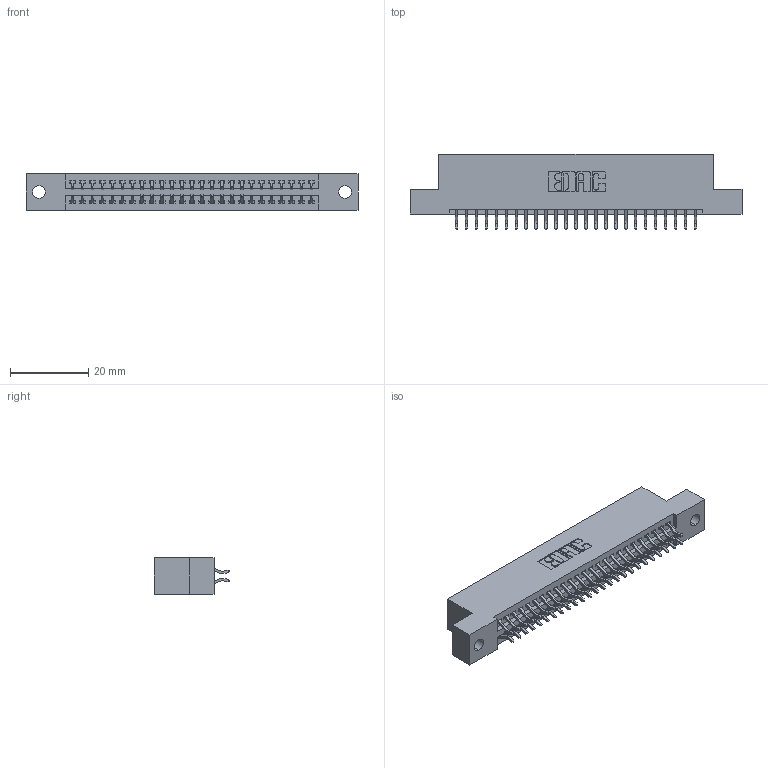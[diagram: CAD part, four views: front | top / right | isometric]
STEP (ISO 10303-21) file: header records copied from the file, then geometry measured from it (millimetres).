
FILE_DESCRIPTION (( 'STEP AP203' ), '1' );
FILE_NAME ('345-050-556-202.STEP', '2018-09-14T09:29:23', ( '' ), ( '' ), 'SwSTEP 2.0', 'SolidWorks 2016', '' );
FILE_SCHEMA (( 'CONFIG_CONTROL_DESIGN' ));
Length unit declared in the file: inch
Products named in the file (3): 345-050-556-202; 345 Part_Flush Mounting Lugs - 0.128 Dia; 345-292-001_556 Tail
Assembly tree (51 placements, depth 2):
  345-050-556-202
    345 Part_Flush Mounting Lugs - 0.128 Dia
    345-292-001_556 Tail  x50
Bounding box: 84.71 x 19.24 x 9.4 mm (x, y, z)
Volume: 8032.3 mm3; surface area: 11227.3 mm2
Topology: 51 solids, 51 shells, 2926 faces, 8691 edges, 5726 vertices
Faces by surface type: plane 1930, cylinder 996
Entity records: 22127 total; most frequent: CARTESIAN_POINT 3740, ORIENTED_EDGE 3662, DIRECTION 3307, EDGE_CURVE 1831, VECTOR 1591, LINE 1591, VERTEX_POINT 1218, AXIS2_PLACEMENT_3D 858
